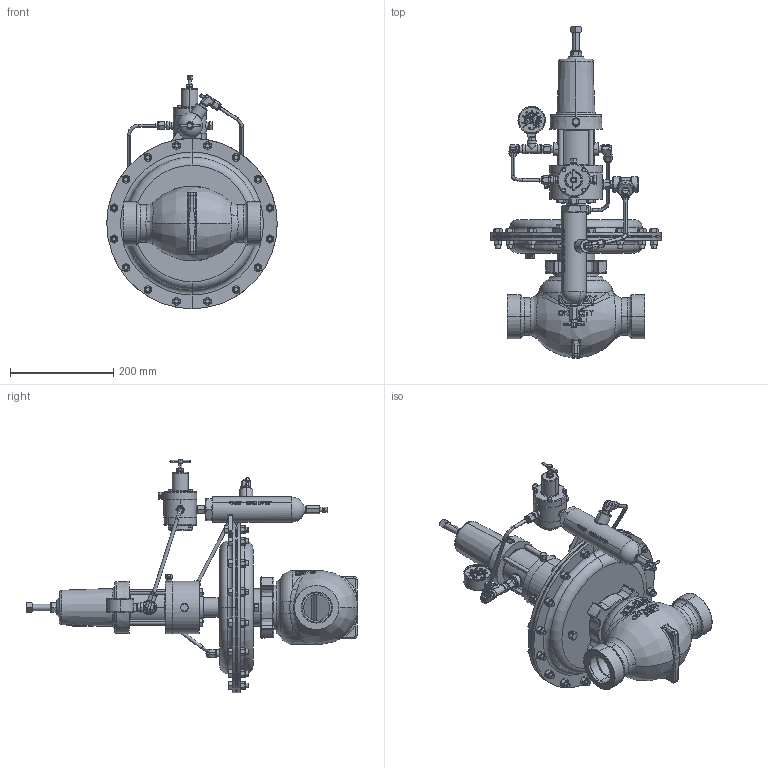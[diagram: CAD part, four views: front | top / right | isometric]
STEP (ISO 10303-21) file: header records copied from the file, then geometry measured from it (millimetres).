
FILE_DESCRIPTION (( 'STEP AP203' ), '1' );
FILE_NAME ('2 INCH 250 SGT BP-S (ABB).STEP', '2017-01-30T17:37:38', ( 'PCTech' ), ( 'Microsoft' ), 'SwSTEP 2.0', 'SolidWorks 2016', '' );
FILE_SCHEMA (( 'CONFIG_CONTROL_DESIGN' ));
Products named in the file (1): 2 INCH 250 SGT BP-S (ABB)
Bounding box: 330.2 x 643.26 x 452.41 mm (x, y, z)
Volume: 8488334.4 mm3; surface area: 765083.9 mm2
Topology: 2 solids, 2 shells, 4753 faces, 12042 edges, 7612 vertices
Faces by surface type: plane 2140, cylinder 880, bspline 792, cone 704, torus 189, sphere 48
Entity records: 215987 total; most frequent: CARTESIAN_POINT 109480, ORIENTED_EDGE 23968, DIRECTION 19197, EDGE_CURVE 11984, VERTEX_POINT 7610, AXIS2_PLACEMENT_3D 6874, VECTOR 5449, LINE 5449
